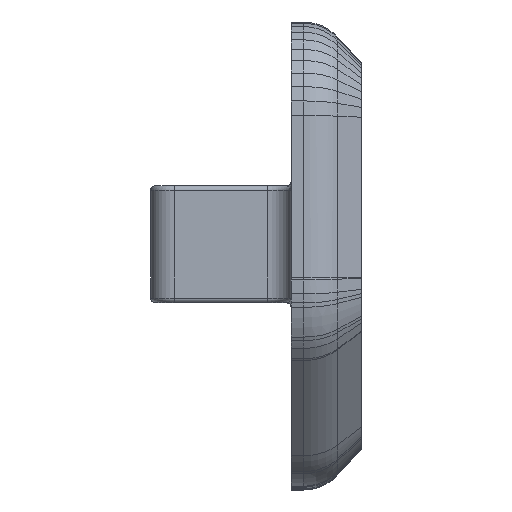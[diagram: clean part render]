
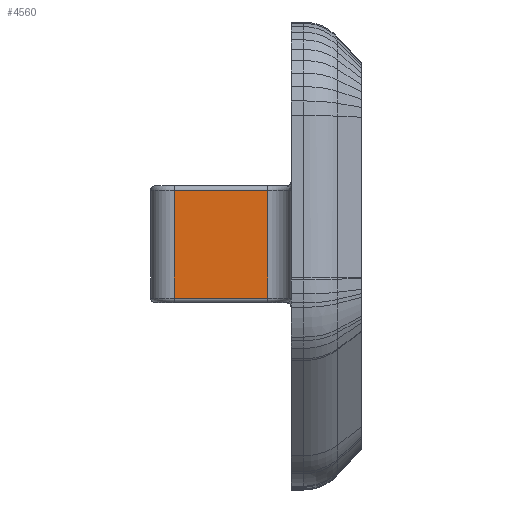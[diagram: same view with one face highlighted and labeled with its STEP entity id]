
A CAD part, left-side view. The second image highlights one B-rep face of the part: STEP entity #4560.
In plain terms, the highlighted planar face has unit normal (-1, 0, 0).
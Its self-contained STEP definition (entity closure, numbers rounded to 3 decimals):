
#509=FACE_OUTER_BOUND('',#806,.T.);
#806=EDGE_LOOP('',(#3271,#3272,#3273,#3274));
#1159=LINE('',#7083,#1576);
#1164=LINE('',#7122,#1581);
#1176=LINE('',#7163,#1593);
#1177=LINE('',#7165,#1594);
#1576=VECTOR('',#5544,10.);
#1581=VECTOR('',#5593,10.);
#1593=VECTOR('',#5647,10.);
#1594=VECTOR('',#5650,10.);
#2002=VERTEX_POINT('',#7073);
#2005=VERTEX_POINT('',#7080);
#2015=VERTEX_POINT('',#7115);
#2016=VERTEX_POINT('',#7119);
#2440=EDGE_CURVE('',#2005,#2002,#1159,.T.);
#2459=EDGE_CURVE('',#2015,#2016,#1164,.T.);
#2481=EDGE_CURVE('',#2016,#2005,#1176,.T.);
#2482=EDGE_CURVE('',#2002,#2015,#1177,.T.);
#3271=ORIENTED_EDGE('',*,*,#2440,.T.);
#3272=ORIENTED_EDGE('',*,*,#2482,.T.);
#3273=ORIENTED_EDGE('',*,*,#2459,.T.);
#3274=ORIENTED_EDGE('',*,*,#2481,.T.);
#4402=PLANE('',#4922);
#4560=ADVANCED_FACE('',(#509),#4402,.F.);
#4922=AXIS2_PLACEMENT_3D('',#7164,#5648,#5649);
#5544=DIRECTION('',(0.,-1.,0.));
#5593=DIRECTION('',(0.,1.,0.));
#5647=DIRECTION('',(0.,0.,-1.));
#5648=DIRECTION('center_axis',(1.,0.,0.));
#5649=DIRECTION('ref_axis',(0.,0.,-1.));
#5650=DIRECTION('',(0.,0.,1.));
#7073=CARTESIAN_POINT('',(15.1,4.,8.2));
#7080=CARTESIAN_POINT('',(15.1,8.,8.2));
#7083=CARTESIAN_POINT('',(15.1,3.,8.2));
#7115=CARTESIAN_POINT('',(15.1,4.,12.8));
#7119=CARTESIAN_POINT('',(15.1,8.,12.8));
#7122=CARTESIAN_POINT('',(15.1,3.,12.8));
#7163=CARTESIAN_POINT('',(15.1,8.,11.75));
#7164=CARTESIAN_POINT('Origin',(15.1,3.,13.));
#7165=CARTESIAN_POINT('',(15.1,4.,11.5));
